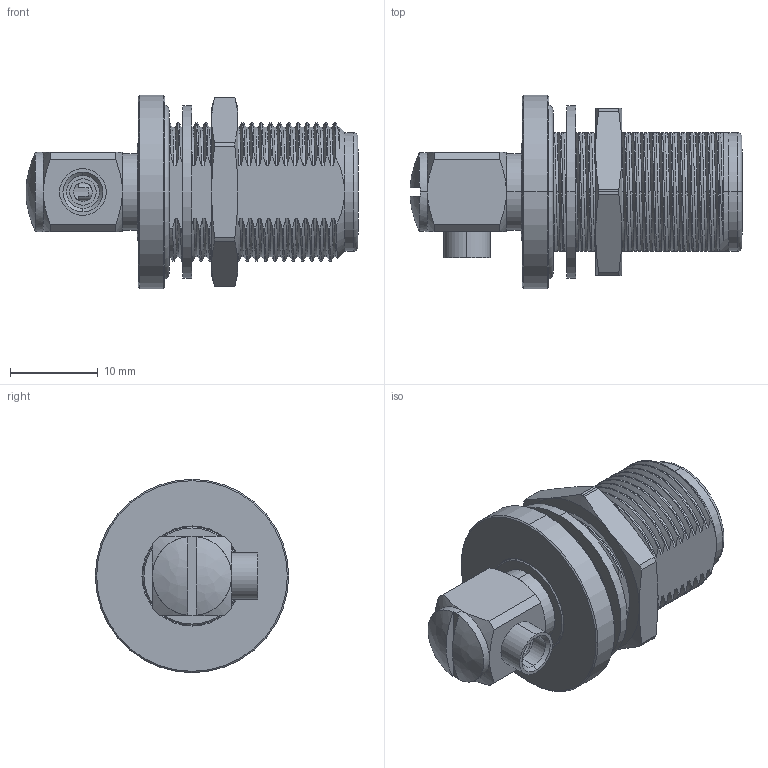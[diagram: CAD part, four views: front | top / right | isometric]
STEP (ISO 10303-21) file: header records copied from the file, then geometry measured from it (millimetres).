
FILE_DESCRIPTION (( 'STEP AP203' ), '1' );
FILE_NAME ('LCCN3228_3D.STEP', '2022-09-02T07:19:01', ( '' ), ( '' ), 'SwSTEP 2.0', 'SolidWorks 2021', '' );
FILE_SCHEMA (( 'CONFIG_CONTROL_DESIGN' ));
Length unit declared in the file: millimetre
Products named in the file (1): LCCN3228_3D
Bounding box: 37.78 x 22 x 22 mm (x, y, z)
Volume: 5536 mm3; surface area: 5726.5 mm2
Topology: 4 solids, 8 shells, 417 faces, 1084 edges, 697 vertices
Faces by surface type: cylinder 187, bspline 81, plane 72, cone 69, torus 8
Entity records: 117703 total; most frequent: CARTESIAN_POINT 108364, ORIENTED_EDGE 2160, DIRECTION 1542, EDGE_CURVE 1080, VERTEX_POINT 697, AXIS2_PLACEMENT_3D 587, B_SPLINE_CURVE_WITH_KNOTS 462, EDGE_LOOP 449
